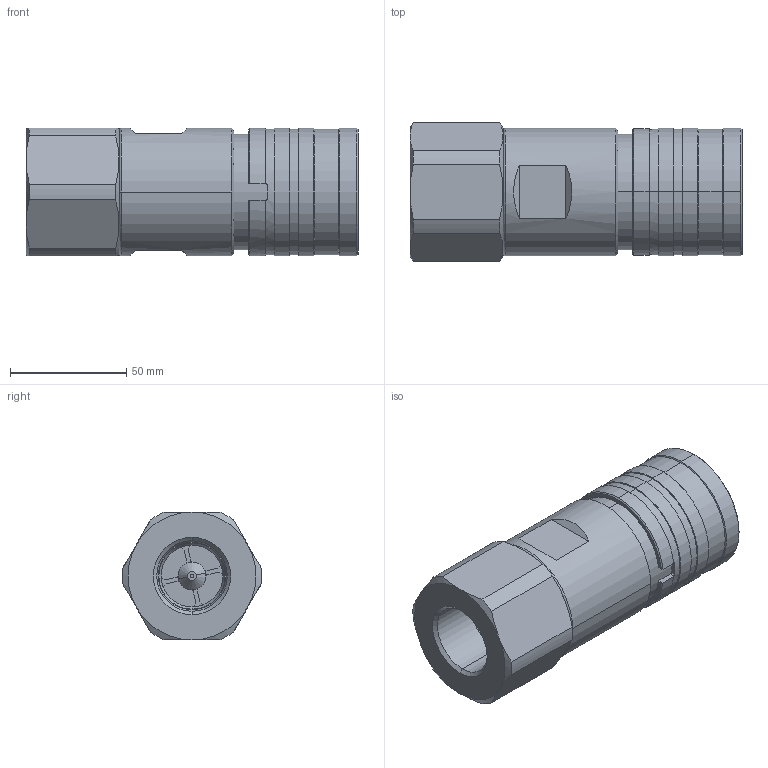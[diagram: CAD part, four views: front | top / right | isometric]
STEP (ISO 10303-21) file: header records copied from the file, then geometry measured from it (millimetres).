
FILE_DESCRIPTION (( 'STEP AP214' ), '1' );
FILE_NAME ('FEC-1001-16FB.STEP', '2014-08-14T12:27:52', ( 'admin' ), ( 'Microsoft' ), 'SwSTEP 2.0', 'SolidWorks 2009', '' );
FILE_SCHEMA (( 'AUTOMOTIVE_DESIGN' ));
Length unit declared in the file: millimetre
Products named in the file (1): FEC-1001-16FB
Bounding box: 142.85 x 59.96 x 55 mm (x, y, z)
Volume: 319376.3 mm3; surface area: 40672.4 mm2
Topology: 1 solids, 1 shells, 254 faces, 600 edges, 367 vertices
Faces by surface type: plane 84, cylinder 81, cone 56, torus 31, bspline 2
Entity records: 7669 total; most frequent: CARTESIAN_POINT 1672, DIRECTION 1344, ORIENTED_EDGE 1200, EDGE_CURVE 600, AXIS2_PLACEMENT_3D 551, VERTEX_POINT 367, CIRCLE 298, EDGE_LOOP 281
